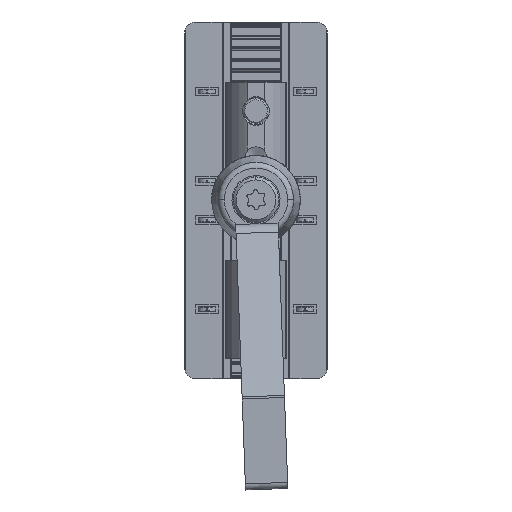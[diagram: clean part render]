
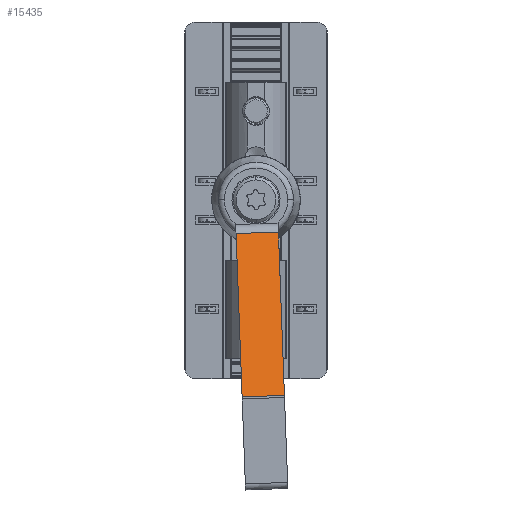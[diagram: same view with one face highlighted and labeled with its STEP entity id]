
A CAD part, top view. The second image highlights one B-rep face of the part: STEP entity #15435.
In plain terms, the highlighted planar face has unit normal (-0.012, 0.318, 0.948).
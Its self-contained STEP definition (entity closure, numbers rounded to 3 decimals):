
#981 = ORIENTED_EDGE ( 'NONE', *, *, #22544, .F. ) ;
#1889 = LINE ( 'NONE', #17649, #8638 ) ;
#3396 = ORIENTED_EDGE ( 'NONE', *, *, #13101, .F. ) ;
#3562 = VECTOR ( 'NONE', #10191, 1000. ) ;
#3615 = DIRECTION ( 'NONE',  ( 0.999, 0.037, 0. ) ) ;
#8638 = VECTOR ( 'NONE', #15872, 1000. ) ;
#9530 = VERTEX_POINT ( 'NONE', #11433 ) ;
#9596 = FACE_OUTER_BOUND ( 'NONE', #23323, .T. ) ;
#9720 = DIRECTION ( 'NONE',  ( 0.012, -0.318, -0.948 ) ) ;
#10094 = DIRECTION ( 'NONE',  ( -0.999, -0.037, 0. ) ) ;
#10191 = DIRECTION ( 'NONE',  ( 0.999, 0.037, 0. ) ) ;
#11433 = CARTESIAN_POINT ( 'NONE',  ( 5.021, -7.231, 71.352 ) ) ;
#12353 = DIRECTION ( 'NONE',  ( -0.035, 0.947, -0.318 ) ) ;
#12857 = LINE ( 'NONE', #24164, #24283 ) ;
#13101 = EDGE_CURVE ( 'NONE', #20825, #22753, #14010, .T. ) ;
#13482 = LINE ( 'NONE', #19556, #3562 ) ;
#14010 = LINE ( 'NONE', #19334, #22314 ) ;
#15435 = ADVANCED_FACE ( 'NONE', ( #9596 ), #17447, .F. ) ;
#15872 = DIRECTION ( 'NONE',  ( -0.035, 0.947, -0.318 ) ) ;
#17092 = VERTEX_POINT ( 'NONE', #25045 ) ;
#17447 = PLANE ( 'NONE',  #24452 ) ;
#17649 = CARTESIAN_POINT ( 'NONE',  ( -3.116, -44.252, 83.659 ) ) ;
#18653 = CARTESIAN_POINT ( 'NONE',  ( -3.116, -44.252, 83.659 ) ) ;
#18696 = ORIENTED_EDGE ( 'NONE', *, *, #21671, .F. ) ;
#19334 = CARTESIAN_POINT ( 'NONE',  ( -3.116, -44.252, 83.659 ) ) ;
#19556 = CARTESIAN_POINT ( 'NONE',  ( -4.473, -7.582, 71.352 ) ) ;
#19609 = CARTESIAN_POINT ( 'NONE',  ( 6.377, -43.901, 83.659 ) ) ;
#20825 = VERTEX_POINT ( 'NONE', #19609 ) ;
#21030 = ORIENTED_EDGE ( 'NONE', *, *, #23418, .T. ) ;
#21671 = EDGE_CURVE ( 'NONE', #22753, #17092, #1889, .T. ) ;
#22314 = VECTOR ( 'NONE', #10094, 1000. ) ;
#22544 = EDGE_CURVE ( 'NONE', #17092, #9530, #13482, .T. ) ;
#22753 = VERTEX_POINT ( 'NONE', #18653 ) ;
#23323 = EDGE_LOOP ( 'NONE', ( #981, #18696, #3396, #21030 ) ) ;
#23418 = EDGE_CURVE ( 'NONE', #20825, #9530, #12857, .T. ) ;
#24164 = CARTESIAN_POINT ( 'NONE',  ( 6.377, -43.901, 83.659 ) ) ;
#24283 = VECTOR ( 'NONE', #12353, 1000. ) ;
#24452 = AXIS2_PLACEMENT_3D ( 'NONE', #25080, #9720, #3615 ) ;
#25045 = CARTESIAN_POINT ( 'NONE',  ( -4.473, -7.582, 71.352 ) ) ;
#25080 = CARTESIAN_POINT ( 'NONE',  ( -3.116, -44.252, 83.659 ) ) ;
